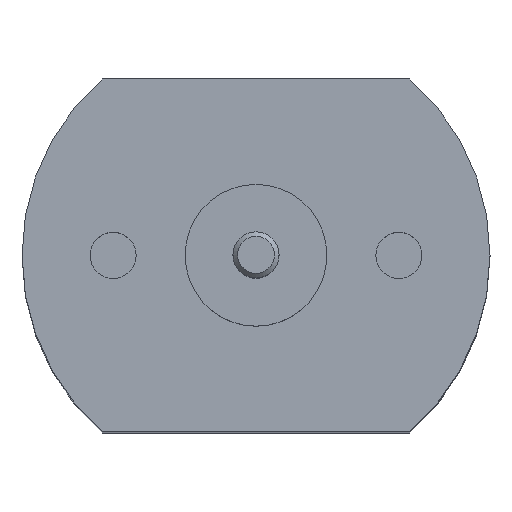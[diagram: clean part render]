
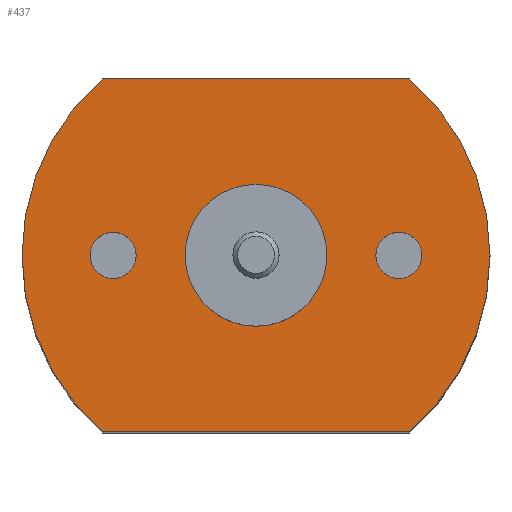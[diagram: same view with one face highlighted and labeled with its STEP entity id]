
A CAD part, top view. The second image highlights one B-rep face of the part: STEP entity #437.
In plain terms, the highlighted planar face has unit normal (0, 0, 1).
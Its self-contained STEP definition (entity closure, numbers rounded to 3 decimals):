
#24=FACE_BOUND('',#97,.T.);
#25=FACE_BOUND('',#98,.T.);
#26=FACE_BOUND('',#99,.T.);
#28=CIRCLE('',#477,10.15);
#30=CIRCLE('',#481,10.15);
#32=CIRCLE('',#485,1.);
#34=CIRCLE('',#489,1.);
#37=CIRCLE('',#494,3.075);
#64=FACE_OUTER_BOUND('',#96,.T.);
#96=EDGE_LOOP('',(#326,#327,#328,#329));
#97=EDGE_LOOP('',(#330));
#98=EDGE_LOOP('',(#331));
#99=EDGE_LOOP('',(#332));
#121=LINE('',#672,#159);
#125=LINE('',#684,#163);
#159=VECTOR('',#530,10.);
#163=VECTOR('',#542,10.);
#197=VERTEX_POINT('',#669);
#198=VERTEX_POINT('',#671);
#200=VERTEX_POINT('',#677);
#202=VERTEX_POINT('',#683);
#204=VERTEX_POINT('',#693);
#206=VERTEX_POINT('',#700);
#209=VERTEX_POINT('',#709);
#235=EDGE_CURVE('',#198,#197,#121,.T.);
#238=EDGE_CURVE('',#200,#198,#28,.T.);
#241=EDGE_CURVE('',#202,#200,#125,.T.);
#244=EDGE_CURVE('',#197,#202,#30,.T.);
#246=EDGE_CURVE('',#204,#204,#32,.T.);
#249=EDGE_CURVE('',#206,#206,#34,.T.);
#254=EDGE_CURVE('',#209,#209,#37,.T.);
#326=ORIENTED_EDGE('',*,*,#241,.T.);
#327=ORIENTED_EDGE('',*,*,#238,.T.);
#328=ORIENTED_EDGE('',*,*,#235,.T.);
#329=ORIENTED_EDGE('',*,*,#244,.T.);
#330=ORIENTED_EDGE('',*,*,#246,.T.);
#331=ORIENTED_EDGE('',*,*,#249,.T.);
#332=ORIENTED_EDGE('',*,*,#254,.T.);
#410=PLANE('',#496);
#437=ADVANCED_FACE('',(#64,#24,#25,#26),#410,.F.);
#477=AXIS2_PLACEMENT_3D('',#678,#536,#537);
#481=AXIS2_PLACEMENT_3D('',#688,#548,#549);
#485=AXIS2_PLACEMENT_3D('',#694,#556,#557);
#489=AXIS2_PLACEMENT_3D('',#701,#565,#566);
#494=AXIS2_PLACEMENT_3D('',#711,#577,#578);
#496=AXIS2_PLACEMENT_3D('',#713,#581,#582);
#530=DIRECTION('',(1.,0.,0.));
#536=DIRECTION('center_axis',(0.,0.,
1.));
#537=DIRECTION('ref_axis',(-1.,0.,0.));
#542=DIRECTION('',(-1.,0.,0.));
#548=DIRECTION('center_axis',(0.,0.,
1.));
#549=DIRECTION('ref_axis',(-1.,0.,0.));
#556=DIRECTION('center_axis',(0.,0.,
-1.));
#557=DIRECTION('ref_axis',(-1.,0.,0.));
#565=DIRECTION('center_axis',(0.,0.,
-1.));
#566=DIRECTION('ref_axis',(-1.,0.,0.));
#577=DIRECTION('center_axis',(0.,0.,
-1.));
#578=DIRECTION('ref_axis',(-1.,0.,0.));
#581=DIRECTION('center_axis',(0.,0.,
-1.));
#582=DIRECTION('ref_axis',(1.,0.,0.));
#669=CARTESIAN_POINT('',(-53.329,-18.783,6.5));
#671=CARTESIAN_POINT('',(-66.671,-18.782,6.5));
#672=CARTESIAN_POINT('',(-63.335,-18.782,6.5));
#677=CARTESIAN_POINT('',(-66.671,-3.482,6.5));
#678=CARTESIAN_POINT('Origin',(-60.,-11.133,6.5));
#683=CARTESIAN_POINT('',(-53.329,-3.483,6.5));
#684=CARTESIAN_POINT('',(-56.665,-3.483,6.5));
#688=CARTESIAN_POINT('Origin',(-60.,-11.133,6.5));
#693=CARTESIAN_POINT('',(-65.2,-11.133,6.5));
#694=CARTESIAN_POINT('Origin',(-66.2,-11.133,6.5));
#700=CARTESIAN_POINT('',(-52.8,-11.133,6.5));
#701=CARTESIAN_POINT('Origin',(-53.8,-11.133,6.5));
#709=CARTESIAN_POINT('',(-56.925,-11.133,6.5));
#711=CARTESIAN_POINT('Origin',(-60.,-11.133,6.5));
#713=CARTESIAN_POINT('Origin',(-60.,-11.133,6.5));
